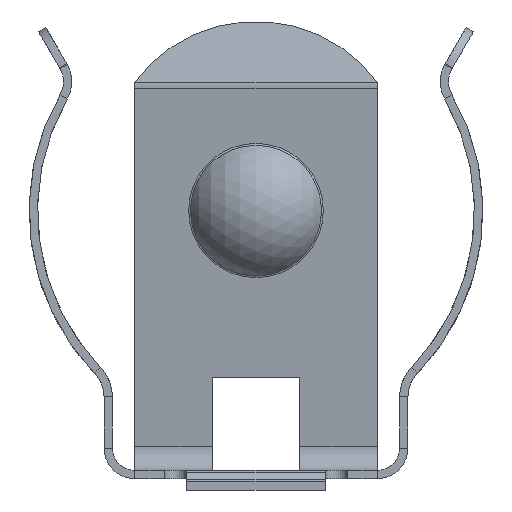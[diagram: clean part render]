
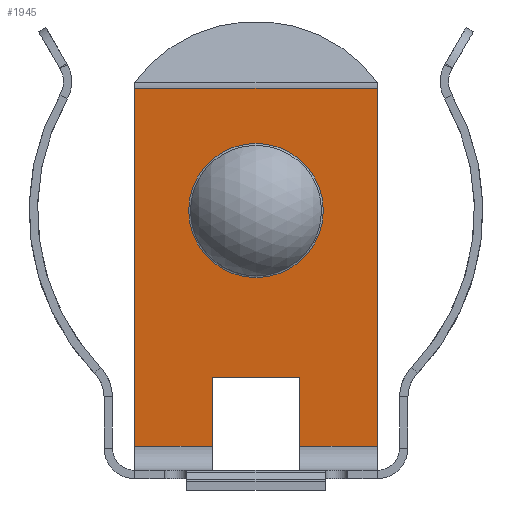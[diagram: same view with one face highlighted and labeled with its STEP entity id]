
A CAD part, front view. The second image highlights one B-rep face of the part: STEP entity #1945.
In plain terms, the highlighted planar face has unit normal (0, -0.996, -0.087).
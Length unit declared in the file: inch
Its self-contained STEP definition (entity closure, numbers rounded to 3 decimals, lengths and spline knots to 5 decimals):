
#77=FACE_BOUND('',#299,.T.);
#83=CIRCLE('',#2093,0.09706);
#165=FACE_OUTER_BOUND('',#298,.T.);
#298=EDGE_LOOP('',(#1278,#1279,#1280,#1281,#1282,#1283,#1284,#1285));
#299=EDGE_LOOP('',(#1286));
#437=LINE('',#2923,#632);
#438=LINE('',#2925,#633);
#439=LINE('',#2927,#634);
#440=LINE('',#2929,#635);
#441=LINE('',#2931,#636);
#442=LINE('',#2933,#637);
#443=LINE('',#2935,#638);
#444=LINE('',#2936,#639);
#632=VECTOR('',#2306,39.37008);
#633=VECTOR('',#2307,39.37008);
#634=VECTOR('',#2308,39.37008);
#635=VECTOR('',#2309,39.37008);
#636=VECTOR('',#2310,39.37008);
#637=VECTOR('',#2311,39.37008);
#638=VECTOR('',#2312,39.37008);
#639=VECTOR('',#2313,39.37008);
#827=VERTEX_POINT('',#2921);
#828=VERTEX_POINT('',#2922);
#829=VERTEX_POINT('',#2924);
#830=VERTEX_POINT('',#2926);
#831=VERTEX_POINT('',#2928);
#832=VERTEX_POINT('',#2930);
#833=VERTEX_POINT('',#2932);
#834=VERTEX_POINT('',#2934);
#835=VERTEX_POINT('',#2937);
#987=EDGE_CURVE('',#827,#828,#437,.T.);
#988=EDGE_CURVE('',#829,#827,#438,.T.);
#989=EDGE_CURVE('',#830,#829,#439,.T.);
#990=EDGE_CURVE('',#831,#830,#440,.T.);
#991=EDGE_CURVE('',#832,#831,#441,.T.);
#992=EDGE_CURVE('',#833,#832,#442,.T.);
#993=EDGE_CURVE('',#834,#833,#443,.T.);
#994=EDGE_CURVE('',#828,#834,#444,.T.);
#995=EDGE_CURVE('',#835,#835,#83,.T.);
#1278=ORIENTED_EDGE('',*,*,#987,.F.);
#1279=ORIENTED_EDGE('',*,*,#988,.F.);
#1280=ORIENTED_EDGE('',*,*,#989,.F.);
#1281=ORIENTED_EDGE('',*,*,#990,.F.);
#1282=ORIENTED_EDGE('',*,*,#991,.F.);
#1283=ORIENTED_EDGE('',*,*,#992,.F.);
#1284=ORIENTED_EDGE('',*,*,#993,.F.);
#1285=ORIENTED_EDGE('',*,*,#994,.F.);
#1286=ORIENTED_EDGE('',*,*,#995,.F.);
#1860=PLANE('',#2092);
#1945=ADVANCED_FACE('',(#165,#77),#1860,.T.);
#2092=AXIS2_PLACEMENT_3D('',#2920,#2304,#2305);
#2093=AXIS2_PLACEMENT_3D('',#2938,#2314,#2315);
#2304=DIRECTION('center_axis',(0.,-0.996,
-0.087));
#2305=DIRECTION('ref_axis',(0.,0.087,-0.996));
#2306=DIRECTION('',(-1.,0.,0.));
#2307=DIRECTION('',(0.,-0.087,0.996));
#2308=DIRECTION('',(-1.,0.,0.));
#2309=DIRECTION('',(0.,0.087,-0.996));
#2310=DIRECTION('',(1.,0.,0.));
#2311=DIRECTION('',(0.,-0.087,0.996));
#2312=DIRECTION('',(-1.,0.,0.));
#2313=DIRECTION('',(0.,0.087,-0.996));
#2314=DIRECTION('center_axis',(0.,-0.996,
-0.087));
#2315=DIRECTION('ref_axis',(0.,-0.087,0.996));
#2920=CARTESIAN_POINT('Origin',(0.,0.31265,
0.0609));
#2921=CARTESIAN_POINT('',(0.063,0.30375,0.16267));
#2922=CARTESIAN_POINT('',(-0.063,0.30375,0.16267));
#2923=CARTESIAN_POINT('',(0.,0.30375,0.16267));
#2924=CARTESIAN_POINT('',(0.063,0.31246,0.06313));
#2925=CARTESIAN_POINT('',(0.063,0.31265,0.0609));
#2926=CARTESIAN_POINT('',(0.175,0.31246,0.06313));
#2927=CARTESIAN_POINT('',(0.175,0.31246,0.06313));
#2928=CARTESIAN_POINT('',(0.175,0.2673,0.57924));
#2929=CARTESIAN_POINT('',(0.175,0.3155,0.02834));
#2930=CARTESIAN_POINT('',(-0.175,0.2673,0.57924));
#2931=CARTESIAN_POINT('',(0.175,0.2673,0.57924));
#2932=CARTESIAN_POINT('',(-0.175,0.31246,0.06313));
#2933=CARTESIAN_POINT('',(-0.175,0.2673,0.57924));
#2934=CARTESIAN_POINT('',(-0.063,0.31246,0.06313));
#2935=CARTESIAN_POINT('',(0.175,0.31246,0.06313));
#2936=CARTESIAN_POINT('',(-0.063,0.31265,0.0609));
#2937=CARTESIAN_POINT('',(0.09706,0.28274,0.40283));
#2938=CARTESIAN_POINT('Origin',(0.,0.28274,
0.40283));
